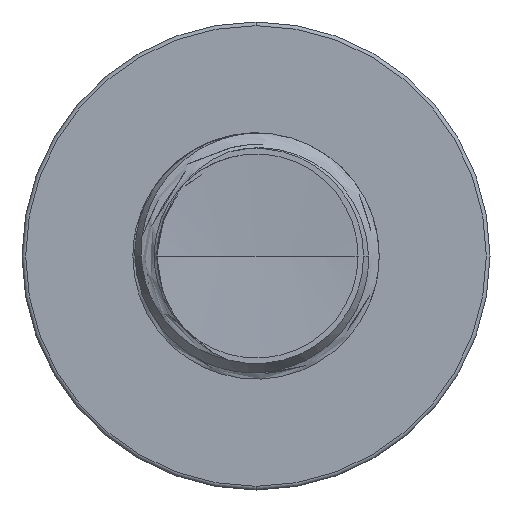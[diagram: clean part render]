
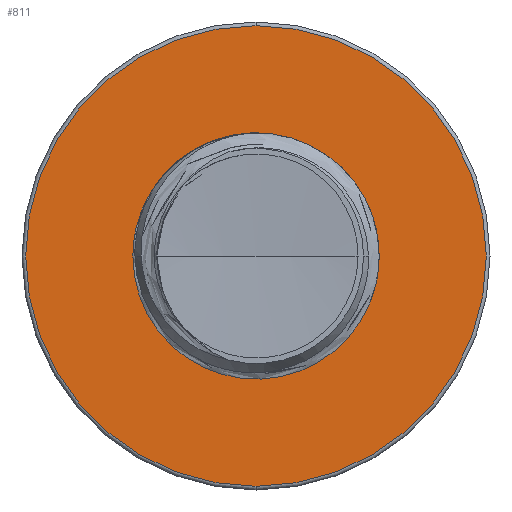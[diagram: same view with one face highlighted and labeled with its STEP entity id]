
A CAD part, front view. The second image highlights one B-rep face of the part: STEP entity #811.
In plain terms, the highlighted planar face has unit normal (0, -1, 0).
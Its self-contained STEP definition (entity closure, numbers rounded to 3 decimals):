
#811 = ADVANCED_FACE ( 'NONE', ( #3766, #9263 ), #19035, .T. ) ;
#1932 = DIRECTION ( 'NONE',  ( 0., 0., -1. ) ) ;
#3473 = EDGE_CURVE ( 'NONE', #16416, #11014, #15415, .T. ) ;
#3644 = CARTESIAN_POINT ( 'NONE',  ( 0., 8., 2.438 ) ) ;
#3761 = AXIS2_PLACEMENT_3D ( 'NONE', #8342, #8317, #8287 ) ;
#3766 = FACE_OUTER_BOUND ( 'NONE', #6068, .T. ) ;
#4266 = ORIENTED_EDGE ( 'NONE', *, *, #3473, .T. ) ;
#4458 = CARTESIAN_POINT ( 'NONE',  ( 0., 8., 0. ) ) ;
#6068 = EDGE_LOOP ( 'NONE', ( #23246, #4266 ) ) ;
#6368 = DIRECTION ( 'NONE',  ( 0., 0., -1. ) ) ;
#6898 = DIRECTION ( 'NONE',  ( 0., -1., 0. ) ) ;
#7621 = AXIS2_PLACEMENT_3D ( 'NONE', #8095, #20955, #9924 ) ;
#7893 = CIRCLE ( 'NONE', #13809, 2.438 ) ;
#8095 = CARTESIAN_POINT ( 'NONE',  ( 0., 8., 0. ) ) ;
#8287 = DIRECTION ( 'NONE',  ( 0., 0., -1. ) ) ;
#8317 = DIRECTION ( 'NONE',  ( 0., -1., 0. ) ) ;
#8342 = CARTESIAN_POINT ( 'NONE',  ( 0., 8., 0. ) ) ;
#8456 = CIRCLE ( 'NONE', #7621, 4.675 ) ;
#9168 = ORIENTED_EDGE ( 'NONE', *, *, #19120, .F. ) ;
#9263 = FACE_BOUND ( 'NONE', #16196, .T. ) ;
#9924 = DIRECTION ( 'NONE',  ( 0., 0., -1. ) ) ;
#11014 = VERTEX_POINT ( 'NONE', #15216 ) ;
#13524 = AXIS2_PLACEMENT_3D ( 'NONE', #16133, #17247, #1932 ) ;
#13809 = AXIS2_PLACEMENT_3D ( 'NONE', #4458, #17432, #6368 ) ;
#14121 = ORIENTED_EDGE ( 'NONE', *, *, #22176, .F. ) ;
#14938 = AXIS2_PLACEMENT_3D ( 'NONE', #17958, #6898, #19757 ) ;
#15216 = CARTESIAN_POINT ( 'NONE',  ( 0., 8., -4.675 ) ) ;
#15415 = CIRCLE ( 'NONE', #3761, 4.675 ) ;
#16133 = CARTESIAN_POINT ( 'NONE',  ( 0., 8., 2.438 ) ) ;
#16196 = EDGE_LOOP ( 'NONE', ( #9168, #14121 ) ) ;
#16416 = VERTEX_POINT ( 'NONE', #17788 ) ;
#17247 = DIRECTION ( 'NONE',  ( 0., -1., 0. ) ) ;
#17432 = DIRECTION ( 'NONE',  ( 0., -1., 0. ) ) ;
#17788 = CARTESIAN_POINT ( 'NONE',  ( 0., 8., 4.675 ) ) ;
#17958 = CARTESIAN_POINT ( 'NONE',  ( 0., 8., 0. ) ) ;
#18570 = VERTEX_POINT ( 'NONE', #3644 ) ;
#19035 = PLANE ( 'NONE',  #13524 ) ;
#19045 = EDGE_CURVE ( 'NONE', #11014, #16416, #8456, .T. ) ;
#19120 = EDGE_CURVE ( 'NONE', #22990, #18570, #7893, .T. ) ;
#19413 = CIRCLE ( 'NONE', #14938, 2.438 ) ;
#19757 = DIRECTION ( 'NONE',  ( 0., 0., -1. ) ) ;
#20955 = DIRECTION ( 'NONE',  ( 0., -1., 0. ) ) ;
#22176 = EDGE_CURVE ( 'NONE', #18570, #22990, #19413, .T. ) ;
#22990 = VERTEX_POINT ( 'NONE', #23366 ) ;
#23246 = ORIENTED_EDGE ( 'NONE', *, *, #19045, .T. ) ;
#23366 = CARTESIAN_POINT ( 'NONE',  ( 0., 8., -2.438 ) ) ;
